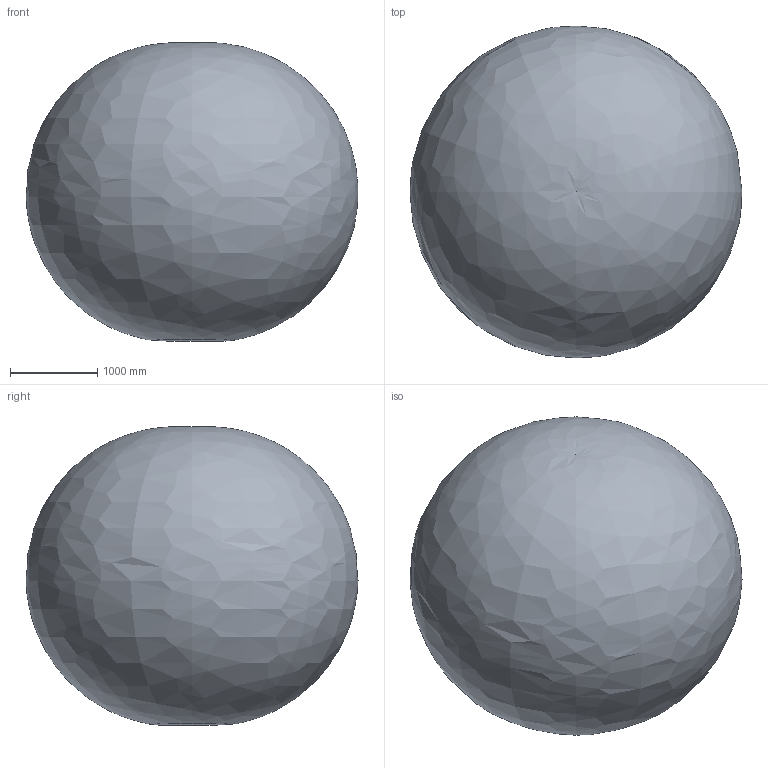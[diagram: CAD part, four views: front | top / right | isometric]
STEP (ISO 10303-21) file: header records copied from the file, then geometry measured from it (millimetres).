
FILE_DESCRIPTION(/* description */ ('Norm.iam Teamplte'),/* implementation_level */ '2;1');
FILE_NAME(/* name */ '3D-model_AT_50030.stp',/* time_stamp */ '2023-09-14T16:29:22+02:00',/* author */ ('julien.ihle'),/* organization */ (''),/* preprocessor_version */ 'ST-DEVELOPER v16.5',/* originating_system */ 'Autodesk Inventor 2017',/* authorisation */ '');
FILE_SCHEMA (('AUTOMOTIVE_DESIGN { 1 0 10303 214 3 1 1 }'));
Products named in the file (9): AT_50030_DUMMY articc6-1742-20kg; MT_WST00108730 Dummy Grundgestell; MT_WST00114153 DUMMY Karussell; MT_WST00108736 Dummy Schwinge; MT_WST00114813 Dummy Schulter; MT_WST00108738 Dummy Arm; MT_WST00108741 Dummy Hand; MT_WST00108742 ISO-Flansch; MT_WST00114815 Arbeitsbereich
Assembly tree (8 placements, depth 2):
  AT_50030_DUMMY articc6-1742-20kg
    MT_WST00108730 Dummy Grundgestell
    MT_WST00114153 DUMMY Karussell
    MT_WST00108736 Dummy Schwinge
    MT_WST00114813 Dummy Schulter
    MT_WST00108738 Dummy Arm
    MT_WST00108741 Dummy Hand
    MT_WST00108742 ISO-Flansch
    MT_WST00114815 Arbeitsbereich
Bounding box: 3809.86 x 3810.71 x 3429.09 mm (x, y, z)
Volume: 26314272675.9 mm3; surface area: 51353029 mm2
Topology: 51 solids, 56 shells, 4598 faces, 10839 edges, 6381 vertices
Faces by surface type: bspline 1570, plane 1084, cylinder 974, torus 521, cone 394, sphere 55
Full cylindrical faces by diameter (mm): 3.242 x1, 3.8 x5, 4 x5, 4.134 x5, 4.917 x9, 5 x1, 5.8 x2, 6 x2, 6.647 x11, 6.8 x1, 7 x14, 7.53 x1, 7.6 x18, 8 x4, 8.5 x7, 8.8 x2, 9 x1, 9.9 x3, 10 x33, 10.106 x4, 11 x5, 11.6 x1, 12 x4, 13 x32, 13.5 x2, 14 x4, 15 x6, 16 x52, 20 x1, 22 x4
Entity records: 187535 total; most frequent: CARTESIAN_POINT 88249, ORIENTED_EDGE 19710, DIRECTION 18478, EDGE_CURVE 9820, AXIS2_PLACEMENT_3D 8096, VERTEX_POINT 6221, EDGE_LOOP 5547, FACE_OUTER_BOUND 4598
